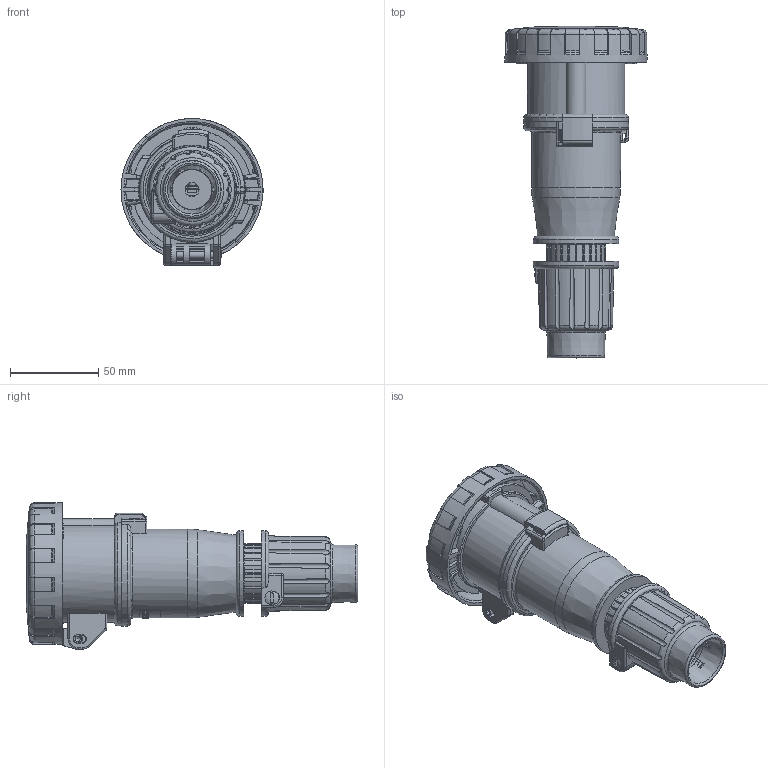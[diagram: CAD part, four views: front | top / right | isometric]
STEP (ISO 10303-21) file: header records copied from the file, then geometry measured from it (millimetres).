
FILE_DESCRIPTION(/* description */ (''),/* implementation_level */ '2;1');
FILE_NAME(/* name */ '4003553.stp',/* time_stamp */ '2019-11-04T08:10:49+01:00',/* author */ (''),/* organization */ (''),/* preprocessor_version */ 'ST-DEVELOPER v16.7',/* originating_system */ 'SIEMENS PLM Software NX 1888',/* authorisation */ '');
FILE_SCHEMA (('AUTOMOTIVE_DESIGN { 1 0 10303 214 3 1 1 1 }'));
Products named in the file (1): BSOMB26489C0fobv
Bounding box: 80.46 x 187.94 x 83.22 mm (x, y, z)
Volume: 163066.1 mm3; surface area: 150851.6 mm2
Topology: 13 solids, 13 shells, 1605 faces, 4396 edges, 2857 vertices
Faces by surface type: plane 652, cylinder 467, bspline 176, cone 164, torus 128, sphere 16, revolution 2
Full cylindrical faces by diameter (mm): 1.5 x1, 1.8 x3, 2 x1, 2.4 x1, 2.7 x3, 3 x3, 3.5 x4, 4 x2, 4.3 x2, 4.4 x4, 4.5 x1, 6 x2, 6.3 x3, 6.9 x1, 7.5 x3, 7.9 x1, 7.938 x1, 8.3 x1, 9.5 x1, 10 x3, 11.098 x1, 11.102 x1, 12 x1, 14.298 x1, 14.302 x1, 17.498 x1, 17.502 x1, 21.798 x1, 21.802 x1, 22.6 x1
Entity records: 66157 total; most frequent: CARTESIAN_POINT 27886, ORIENTED_EDGE 8374, DIRECTION 7303, EDGE_CURVE 4187, AXIS2_PLACEMENT_3D 2829, VERTEX_POINT 2787, EDGE_LOOP 1846, LINE 1643
